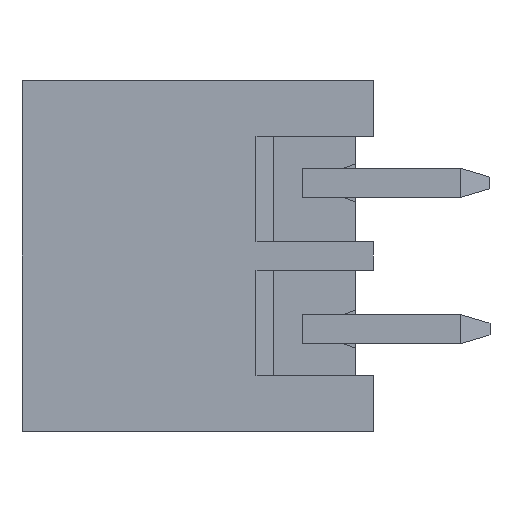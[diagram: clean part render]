
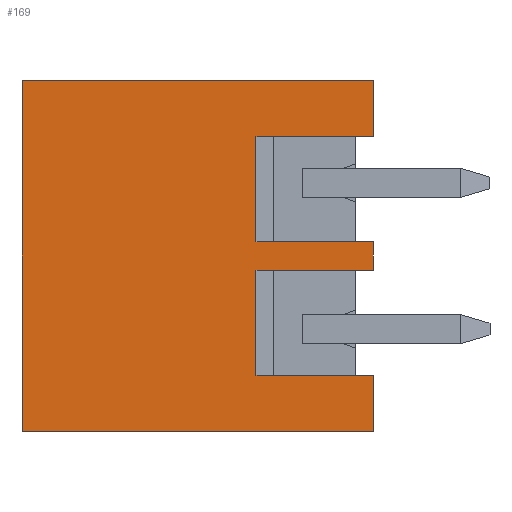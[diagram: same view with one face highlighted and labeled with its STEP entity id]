
A CAD part, front view. The second image highlights one B-rep face of the part: STEP entity #169.
In plain terms, the highlighted planar face has unit normal (0, -1, 0).
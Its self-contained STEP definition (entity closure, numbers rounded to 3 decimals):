
#169 = ADVANCED_FACE( '', ( #436 ), #437, .F. );
#436 = FACE_OUTER_BOUND( '', #802, .T. );
#437 = PLANE( '', #803 );
#802 = EDGE_LOOP( '', ( #1239, #1240, #1241, #1242, #1243, #1244, #1245, #1246, #1247, #1248, #1249, #1250 ) );
#803 = AXIS2_PLACEMENT_3D( '', #1251, #1252, #1253 );
#1239 = ORIENTED_EDGE( '', *, *, #2261, .T. );
#1240 = ORIENTED_EDGE( '', *, *, #2262, .F. );
#1241 = ORIENTED_EDGE( '', *, *, #2263, .T. );
#1242 = ORIENTED_EDGE( '', *, *, #2264, .T. );
#1243 = ORIENTED_EDGE( '', *, *, #2265, .F. );
#1244 = ORIENTED_EDGE( '', *, *, #2266, .F. );
#1245 = ORIENTED_EDGE( '', *, *, #2267, .F. );
#1246 = ORIENTED_EDGE( '', *, *, #2268, .T. );
#1247 = ORIENTED_EDGE( '', *, *, #2269, .T. );
#1248 = ORIENTED_EDGE( '', *, *, #2270, .F. );
#1249 = ORIENTED_EDGE( '', *, *, #2271, .F. );
#1250 = ORIENTED_EDGE( '', *, *, #2272, .F. );
#1251 = CARTESIAN_POINT( '', ( 243.133, 169.167, 99.98 ) );
#1252 = DIRECTION( '', ( 0., 1., 0. ) );
#1253 = DIRECTION( '', ( 0., 0., -1. ) );
#2261 = EDGE_CURVE( '', #2738, #2739, #2740, .T. );
#2262 = EDGE_CURVE( '', #2741, #2739, #2742, .T. );
#2263 = EDGE_CURVE( '', #2741, #2743, #2744, .T. );
#2264 = EDGE_CURVE( '', #2743, #2745, #2746, .T. );
#2265 = EDGE_CURVE( '', #2747, #2745, #2748, .T. );
#2266 = EDGE_CURVE( '', #2749, #2747, #2750, .T. );
#2267 = EDGE_CURVE( '', #2751, #2749, #2752, .T. );
#2268 = EDGE_CURVE( '', #2751, #2753, #2754, .T. );
#2269 = EDGE_CURVE( '', #2753, #2755, #2756, .T. );
#2270 = EDGE_CURVE( '', #2757, #2755, #2758, .T. );
#2271 = EDGE_CURVE( '', #2759, #2757, #2760, .T. );
#2272 = EDGE_CURVE( '', #2738, #2759, #2761, .T. );
#2738 = VERTEX_POINT( '', #3410 );
#2739 = VERTEX_POINT( '', #3411 );
#2740 = LINE( '', #3412, #3413 );
#2741 = VERTEX_POINT( '', #3414 );
#2742 = LINE( '', #3415, #3416 );
#2743 = VERTEX_POINT( '', #3417 );
#2744 = LINE( '', #3418, #3419 );
#2745 = VERTEX_POINT( '', #3420 );
#2746 = LINE( '', #3421, #3422 );
#2747 = VERTEX_POINT( '', #3423 );
#2748 = LINE( '', #3424, #3425 );
#2749 = VERTEX_POINT( '', #3426 );
#2750 = LINE( '', #3427, #3428 );
#2751 = VERTEX_POINT( '', #3429 );
#2752 = LINE( '', #3430, #3431 );
#2753 = VERTEX_POINT( '', #3432 );
#2754 = LINE( '', #3433, #3434 );
#2755 = VERTEX_POINT( '', #3435 );
#2756 = LINE( '', #3436, #3437 );
#2757 = VERTEX_POINT( '', #3438 );
#2758 = LINE( '', #3439, #3440 );
#2759 = VERTEX_POINT( '', #3441 );
#2760 = LINE( '', #3442, #3443 );
#2761 = LINE( '', #3444, #3445 );
#3410 = CARTESIAN_POINT( '', ( 243.133, 169.167, 95.6 ) );
#3411 = CARTESIAN_POINT( '', ( 243.133, 169.167, 83.6 ) );
#3412 = CARTESIAN_POINT( '', ( 243.133, 169.167, 94.94 ) );
#3413 = VECTOR( '', #4176, 1000. );
#3414 = CARTESIAN_POINT( '', ( 255.133, 169.167, 83.6 ) );
#3415 = CARTESIAN_POINT( '', ( 243.133, 169.167, 83.6 ) );
#3416 = VECTOR( '', #4177, 1000. );
#3417 = CARTESIAN_POINT( '', ( 255.133, 169.167, 85.52 ) );
#3418 = CARTESIAN_POINT( '', ( 255.133, 169.167, 84.88 ) );
#3419 = VECTOR( '', #4178, 1000. );
#3420 = CARTESIAN_POINT( '', ( 251.133, 169.167, 85.52 ) );
#3421 = CARTESIAN_POINT( '', ( 252.133, 169.167, 85.52 ) );
#3422 = VECTOR( '', #4179, 1000. );
#3423 = CARTESIAN_POINT( '', ( 251.133, 169.167, 89.12 ) );
#3424 = CARTESIAN_POINT( '', ( 251.133, 169.167, 82.8 ) );
#3425 = VECTOR( '', #4180, 1000. );
#3426 = CARTESIAN_POINT( '', ( 255.133, 169.167, 89.12 ) );
#3427 = CARTESIAN_POINT( '', ( 252.133, 169.167, 89.12 ) );
#3428 = VECTOR( '', #4181, 1000. );
#3429 = CARTESIAN_POINT( '', ( 255.133, 169.167, 90.08 ) );
#3430 = CARTESIAN_POINT( '', ( 255.133, 169.167, 89.32 ) );
#3431 = VECTOR( '', #4182, 1000. );
#3432 = CARTESIAN_POINT( '', ( 251.133, 169.167, 90.08 ) );
#3433 = CARTESIAN_POINT( '', ( 252.133, 169.167, 90.08 ) );
#3434 = VECTOR( '', #4183, 1000. );
#3435 = CARTESIAN_POINT( '', ( 251.133, 169.167, 93.68 ) );
#3436 = CARTESIAN_POINT( '', ( 251.133, 169.167, 94.9 ) );
#3437 = VECTOR( '', #4184, 1000. );
#3438 = CARTESIAN_POINT( '', ( 255.133, 169.167, 93.68 ) );
#3439 = CARTESIAN_POINT( '', ( 252.133, 169.167, 93.68 ) );
#3440 = VECTOR( '', #4185, 1000. );
#3441 = CARTESIAN_POINT( '', ( 255.133, 169.167, 95.6 ) );
#3442 = CARTESIAN_POINT( '', ( 255.133, 169.167, 94.32 ) );
#3443 = VECTOR( '', #4186, 1000. );
#3444 = CARTESIAN_POINT( '', ( 255.133, 169.167, 95.6 ) );
#3445 = VECTOR( '', #4187, 1000. );
#4176 = DIRECTION( '', ( 0., 0., -1. ) );
#4177 = DIRECTION( '', ( -1., 0., 0. ) );
#4178 = DIRECTION( '', ( 0., 0., 1. ) );
#4179 = DIRECTION( '', ( -1., 0., 0. ) );
#4180 = DIRECTION( '', ( 0., 0., -1. ) );
#4181 = DIRECTION( '', ( -1., 0., 0. ) );
#4182 = DIRECTION( '', ( 0., 0., -1. ) );
#4183 = DIRECTION( '', ( -1., 0., 0. ) );
#4184 = DIRECTION( '', ( 0., 0., 1. ) );
#4185 = DIRECTION( '', ( -1., 0., 0. ) );
#4186 = DIRECTION( '', ( 0., 0., -1. ) );
#4187 = DIRECTION( '', ( 1., 0., 0. ) );
